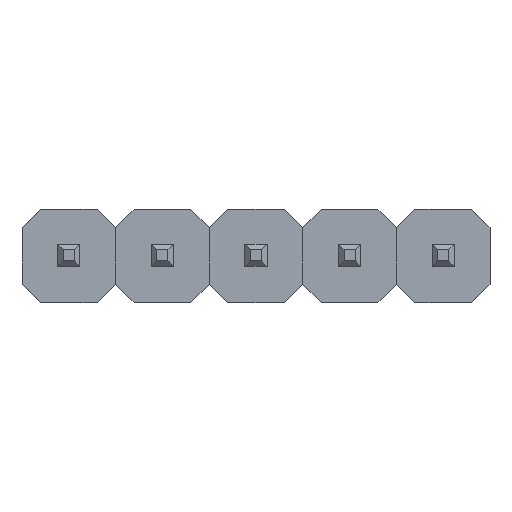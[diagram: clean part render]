
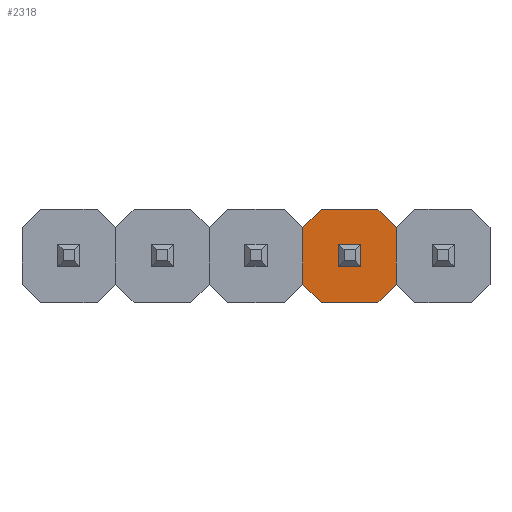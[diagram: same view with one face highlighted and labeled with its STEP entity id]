
A CAD part, top view. The second image highlights one B-rep face of the part: STEP entity #2318.
In plain terms, the highlighted planar face has unit normal (0, 0, 1).
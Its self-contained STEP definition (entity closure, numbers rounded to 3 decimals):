
#26=FACE_BOUND('',#232,.T.);
#88=FACE_OUTER_BOUND('',#231,.T.);
#231=EDGE_LOOP('',(#1727,#1728,#1729,#1730,#1731,#1732,#1733,#1734));
#232=EDGE_LOOP('',(#1735,#1736,#1737,#1738));
#400=LINE('',#3324,#720);
#403=LINE('',#3329,#723);
#422=LINE('',#3369,#742);
#423=LINE('',#3371,#743);
#427=LINE('',#3381,#747);
#438=LINE('',#3403,#758);
#440=LINE('',#3407,#760);
#442=LINE('',#3412,#762);
#446=LINE('',#3418,#766);
#447=LINE('',#3421,#767);
#449=LINE('',#3424,#769);
#450=LINE('',#3426,#770);
#720=VECTOR('',#2706,10.);
#723=VECTOR('',#2711,10.);
#742=VECTOR('',#2748,10.);
#743=VECTOR('',#2751,10.);
#747=VECTOR('',#2761,10.);
#758=VECTOR('',#2776,10.);
#760=VECTOR('',#2780,10.);
#762=VECTOR('',#2784,10.);
#766=VECTOR('',#2790,10.);
#767=VECTOR('',#2793,10.);
#769=VECTOR('',#2797,10.);
#770=VECTOR('',#2800,10.);
#1011=VERTEX_POINT('',#3321);
#1012=VERTEX_POINT('',#3323);
#1013=VERTEX_POINT('',#3327);
#1025=VERTEX_POINT('',#3367);
#1027=VERTEX_POINT('',#3379);
#1028=VERTEX_POINT('',#3380);
#1037=VERTEX_POINT('',#3402);
#1038=VERTEX_POINT('',#3406);
#1039=VERTEX_POINT('',#3410);
#1040=VERTEX_POINT('',#3411);
#1041=VERTEX_POINT('',#3416);
#1042=VERTEX_POINT('',#3420);
#1240=EDGE_CURVE('',#1012,#1011,#400,.T.);
#1243=EDGE_CURVE('',#1011,#1013,#403,.T.);
#1262=EDGE_CURVE('',#1013,#1025,#422,.T.);
#1263=EDGE_CURVE('',#1025,#1012,#423,.T.);
#1267=EDGE_CURVE('',#1027,#1028,#427,.T.);
#1278=EDGE_CURVE('',#1037,#1028,#438,.T.);
#1280=EDGE_CURVE('',#1037,#1038,#440,.T.);
#1282=EDGE_CURVE('',#1039,#1040,#442,.T.);
#1286=EDGE_CURVE('',#1039,#1041,#446,.T.);
#1287=EDGE_CURVE('',#1042,#1041,#447,.T.);
#1289=EDGE_CURVE('',#1042,#1038,#449,.T.);
#1290=EDGE_CURVE('',#1027,#1040,#450,.T.);
#1727=ORIENTED_EDGE('',*,*,#1267,.F.);
#1728=ORIENTED_EDGE('',*,*,#1290,.T.);
#1729=ORIENTED_EDGE('',*,*,#1282,.F.);
#1730=ORIENTED_EDGE('',*,*,#1286,.T.);
#1731=ORIENTED_EDGE('',*,*,#1287,.F.);
#1732=ORIENTED_EDGE('',*,*,#1289,.T.);
#1733=ORIENTED_EDGE('',*,*,#1280,.F.);
#1734=ORIENTED_EDGE('',*,*,#1278,.T.);
#1735=ORIENTED_EDGE('',*,*,#1240,.T.);
#1736=ORIENTED_EDGE('',*,*,#1243,.T.);
#1737=ORIENTED_EDGE('',*,*,#1262,.T.);
#1738=ORIENTED_EDGE('',*,*,#1263,.T.);
#2178=PLANE('',#2476);
#2318=ADVANCED_FACE('',(#88,#26),#2178,.T.);
#2476=AXIS2_PLACEMENT_3D('',#3427,#2801,#2802);
#2706=DIRECTION('',(0.,1.,0.));
#2711=DIRECTION('',(1.,0.,0.));
#2748=DIRECTION('',(0.,-1.,0.));
#2751=DIRECTION('',(-1.,0.,0.));
#2761=DIRECTION('',(0.707,0.707,0.));
#2776=DIRECTION('',(-1.,0.,0.));
#2780=DIRECTION('',(0.707,-0.707,0.));
#2784=DIRECTION('',(-0.707,0.707,0.));
#2790=DIRECTION('',(1.,0.,0.));
#2793=DIRECTION('',(-0.707,-0.707,0.));
#2797=DIRECTION('',(0.,1.,0.));
#2800=DIRECTION('',(0.,-1.,0.));
#2801=DIRECTION('center_axis',(0.,0.,1.));
#2802=DIRECTION('ref_axis',(1.,0.,0.));
#3321=CARTESIAN_POINT('',(-2.84,0.3,2.5));
#3323=CARTESIAN_POINT('',(-2.84,-0.3,2.5));
#3324=CARTESIAN_POINT('',(-2.84,0.15,2.5));
#3327=CARTESIAN_POINT('',(-2.24,0.3,2.5));
#3329=CARTESIAN_POINT('',(-2.39,0.3,2.5));
#3367=CARTESIAN_POINT('',(-2.24,-0.3,2.5));
#3369=CARTESIAN_POINT('',(-2.24,-0.15,2.5));
#3371=CARTESIAN_POINT('',(-2.69,-0.3,2.5));
#3379=CARTESIAN_POINT('',(-3.81,0.77,2.5));
#3380=CARTESIAN_POINT('',(-3.31,1.27,2.5));
#3381=CARTESIAN_POINT('',(-3.56,1.02,2.5));
#3402=CARTESIAN_POINT('',(-1.77,1.27,2.5));
#3403=CARTESIAN_POINT('',(-3.81,1.27,2.5));
#3406=CARTESIAN_POINT('',(-1.27,0.77,2.5));
#3407=CARTESIAN_POINT('',(-1.52,1.02,2.5));
#3410=CARTESIAN_POINT('',(-3.31,-1.27,2.5));
#3411=CARTESIAN_POINT('',(-3.81,-0.77,2.5));
#3412=CARTESIAN_POINT('',(-3.56,-1.02,2.5));
#3416=CARTESIAN_POINT('',(-1.77,-1.27,2.5));
#3418=CARTESIAN_POINT('',(-1.27,-1.27,2.5));
#3420=CARTESIAN_POINT('',(-1.27,-0.77,2.5));
#3421=CARTESIAN_POINT('',(-1.52,-1.02,2.5));
#3424=CARTESIAN_POINT('',(-1.27,1.27,2.5));
#3426=CARTESIAN_POINT('',(-3.81,-1.27,2.5));
#3427=CARTESIAN_POINT('Origin',(-2.54,0.,2.5));
